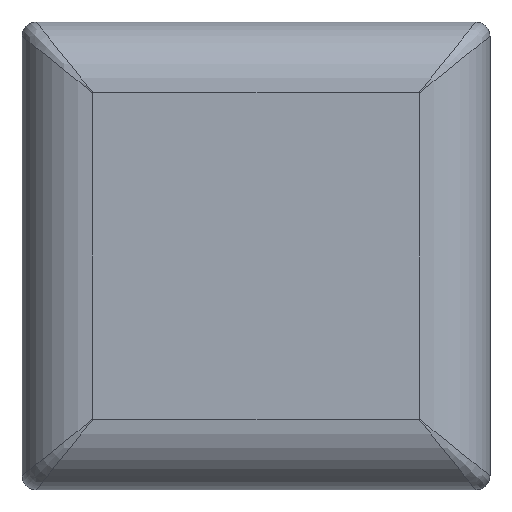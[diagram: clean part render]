
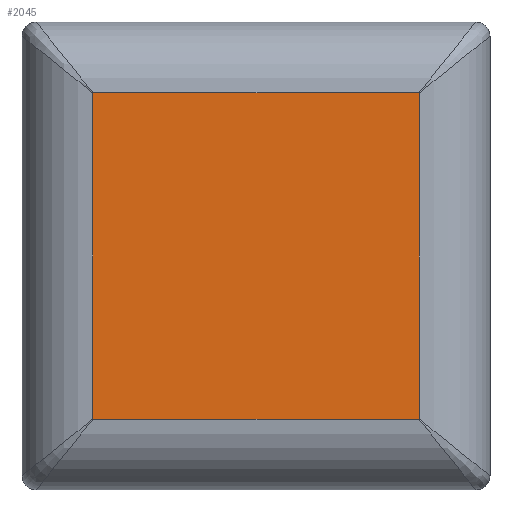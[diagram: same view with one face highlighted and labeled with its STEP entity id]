
A CAD part, left-side view. The second image highlights one B-rep face of the part: STEP entity #2045.
In plain terms, the highlighted planar face has unit normal (-1, 0, 0).
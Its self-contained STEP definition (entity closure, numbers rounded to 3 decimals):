
#1360 = CYLINDRICAL_SURFACE('',#1361,0.5);
#1361 = AXIS2_PLACEMENT_3D('',#1362,#1363,#1364);
#1362 = CARTESIAN_POINT('',(-4.75,-1.15,-1.65));
#1363 = DIRECTION('',(0.,0.,1.));
#1364 = DIRECTION('',(0.,-1.,0.));
#1459 = VERTEX_POINT('',#1460);
#1460 = CARTESIAN_POINT('',(-5.25,-1.15,-1.15));
#1536 = EDGE_CURVE('',#1459,#1537,#1539,.T.);
#1537 = VERTEX_POINT('',#1538);
#1538 = CARTESIAN_POINT('',(-5.25,-1.15,1.15));
#1539 = SURFACE_CURVE('',#1540,(#1544,#1551),.PCURVE_S1.);
#1540 = LINE('',#1541,#1542);
#1541 = CARTESIAN_POINT('',(-5.25,-1.15,-1.65));
#1542 = VECTOR('',#1543,1.);
#1543 = DIRECTION('',(0.,0.,1.));
#1544 = PCURVE('',#1360,#1545);
#1545 = DEFINITIONAL_REPRESENTATION('',(#1546),#1550);
#1546 = LINE('',#1547,#1548);
#1547 = CARTESIAN_POINT('',(-1.571,0.));
#1548 = VECTOR('',#1549,1.);
#1549 = DIRECTION('',(-0.,1.));
#1550 = ( GEOMETRIC_REPRESENTATION_CONTEXT(2) 
PARAMETRIC_REPRESENTATION_CONTEXT() REPRESENTATION_CONTEXT('2D SPACE',''
  ) );
#1551 = PCURVE('',#1552,#1557);
#1552 = PLANE('',#1553);
#1553 = AXIS2_PLACEMENT_3D('',#1554,#1555,#1556);
#1554 = CARTESIAN_POINT('',(-5.25,0.,0.
    ));
#1555 = DIRECTION('',(1.,0.,0.));
#1556 = DIRECTION('',(0.,0.,1.));
#1557 = DEFINITIONAL_REPRESENTATION('',(#1558),#1562);
#1558 = LINE('',#1559,#1560);
#1559 = CARTESIAN_POINT('',(-1.65,1.15));
#1560 = VECTOR('',#1561,1.);
#1561 = DIRECTION('',(1.,0.));
#1562 = ( GEOMETRIC_REPRESENTATION_CONTEXT(2) 
PARAMETRIC_REPRESENTATION_CONTEXT() REPRESENTATION_CONTEXT('2D SPACE',''
  ) );
#1974 = CYLINDRICAL_SURFACE('',#1975,0.5);
#1975 = AXIS2_PLACEMENT_3D('',#1976,#1977,#1978);
#1976 = CARTESIAN_POINT('',(-4.75,1.65,-1.15));
#1977 = DIRECTION('',(0.,-1.,0.));
#1978 = DIRECTION('',(-1.,0.,0.));
#2023 = CYLINDRICAL_SURFACE('',#2024,0.5);
#2024 = AXIS2_PLACEMENT_3D('',#2025,#2026,#2027);
#2025 = CARTESIAN_POINT('',(-4.75,-1.65,1.15));
#2026 = DIRECTION('',(0.,1.,0.));
#2027 = DIRECTION('',(-1.,0.,0.));
#2045 = ADVANCED_FACE('',(#2046),#1552,.F.);
#2046 = FACE_BOUND('',#2047,.F.);
#2047 = EDGE_LOOP('',(#2048,#2049,#2072,#2100));
#2048 = ORIENTED_EDGE('',*,*,#1536,.F.);
#2049 = ORIENTED_EDGE('',*,*,#2050,.F.);
#2050 = EDGE_CURVE('',#2051,#1459,#2053,.T.);
#2051 = VERTEX_POINT('',#2052);
#2052 = CARTESIAN_POINT('',(-5.25,1.15,-1.15));
#2053 = SURFACE_CURVE('',#2054,(#2058,#2065),.PCURVE_S1.);
#2054 = LINE('',#2055,#2056);
#2055 = CARTESIAN_POINT('',(-5.25,1.65,-1.15));
#2056 = VECTOR('',#2057,1.);
#2057 = DIRECTION('',(0.,-1.,0.));
#2058 = PCURVE('',#1552,#2059);
#2059 = DEFINITIONAL_REPRESENTATION('',(#2060),#2064);
#2060 = LINE('',#2061,#2062);
#2061 = CARTESIAN_POINT('',(-1.15,-1.65));
#2062 = VECTOR('',#2063,1.);
#2063 = DIRECTION('',(0.,1.));
#2064 = ( GEOMETRIC_REPRESENTATION_CONTEXT(2) 
PARAMETRIC_REPRESENTATION_CONTEXT() REPRESENTATION_CONTEXT('2D SPACE',''
  ) );
#2065 = PCURVE('',#1974,#2066);
#2066 = DEFINITIONAL_REPRESENTATION('',(#2067),#2071);
#2067 = LINE('',#2068,#2069);
#2068 = CARTESIAN_POINT('',(0.,0.));
#2069 = VECTOR('',#2070,1.);
#2070 = DIRECTION('',(0.,1.));
#2071 = ( GEOMETRIC_REPRESENTATION_CONTEXT(2) 
PARAMETRIC_REPRESENTATION_CONTEXT() REPRESENTATION_CONTEXT('2D SPACE',''
  ) );
#2072 = ORIENTED_EDGE('',*,*,#2073,.F.);
#2073 = EDGE_CURVE('',#2074,#2051,#2076,.T.);
#2074 = VERTEX_POINT('',#2075);
#2075 = CARTESIAN_POINT('',(-5.25,1.15,1.15));
#2076 = SURFACE_CURVE('',#2077,(#2081,#2088),.PCURVE_S1.);
#2077 = LINE('',#2078,#2079);
#2078 = CARTESIAN_POINT('',(-5.25,1.15,1.65));
#2079 = VECTOR('',#2080,1.);
#2080 = DIRECTION('',(0.,0.,-1.));
#2081 = PCURVE('',#1552,#2082);
#2082 = DEFINITIONAL_REPRESENTATION('',(#2083),#2087);
#2083 = LINE('',#2084,#2085);
#2084 = CARTESIAN_POINT('',(1.65,-1.15));
#2085 = VECTOR('',#2086,1.);
#2086 = DIRECTION('',(-1.,0.));
#2087 = ( GEOMETRIC_REPRESENTATION_CONTEXT(2) 
PARAMETRIC_REPRESENTATION_CONTEXT() REPRESENTATION_CONTEXT('2D SPACE',''
  ) );
#2088 = PCURVE('',#2089,#2094);
#2089 = CYLINDRICAL_SURFACE('',#2090,0.5);
#2090 = AXIS2_PLACEMENT_3D('',#2091,#2092,#2093);
#2091 = CARTESIAN_POINT('',(-4.75,1.15,1.65));
#2092 = DIRECTION('',(0.,0.,-1.));
#2093 = DIRECTION('',(-1.,0.,0.));
#2094 = DEFINITIONAL_REPRESENTATION('',(#2095),#2099);
#2095 = LINE('',#2096,#2097);
#2096 = CARTESIAN_POINT('',(0.,0.));
#2097 = VECTOR('',#2098,1.);
#2098 = DIRECTION('',(0.,1.));
#2099 = ( GEOMETRIC_REPRESENTATION_CONTEXT(2) 
PARAMETRIC_REPRESENTATION_CONTEXT() REPRESENTATION_CONTEXT('2D SPACE',''
  ) );
#2100 = ORIENTED_EDGE('',*,*,#2101,.F.);
#2101 = EDGE_CURVE('',#1537,#2074,#2102,.T.);
#2102 = SURFACE_CURVE('',#2103,(#2107,#2114),.PCURVE_S1.);
#2103 = LINE('',#2104,#2105);
#2104 = CARTESIAN_POINT('',(-5.25,-1.65,1.15));
#2105 = VECTOR('',#2106,1.);
#2106 = DIRECTION('',(0.,1.,0.));
#2107 = PCURVE('',#1552,#2108);
#2108 = DEFINITIONAL_REPRESENTATION('',(#2109),#2113);
#2109 = LINE('',#2110,#2111);
#2110 = CARTESIAN_POINT('',(1.15,1.65));
#2111 = VECTOR('',#2112,1.);
#2112 = DIRECTION('',(0.,-1.));
#2113 = ( GEOMETRIC_REPRESENTATION_CONTEXT(2) 
PARAMETRIC_REPRESENTATION_CONTEXT() REPRESENTATION_CONTEXT('2D SPACE',''
  ) );
#2114 = PCURVE('',#2023,#2115);
#2115 = DEFINITIONAL_REPRESENTATION('',(#2116),#2120);
#2116 = LINE('',#2117,#2118);
#2117 = CARTESIAN_POINT('',(0.,0.));
#2118 = VECTOR('',#2119,1.);
#2119 = DIRECTION('',(0.,1.));
#2120 = ( GEOMETRIC_REPRESENTATION_CONTEXT(2) 
PARAMETRIC_REPRESENTATION_CONTEXT() REPRESENTATION_CONTEXT('2D SPACE',''
  ) );
